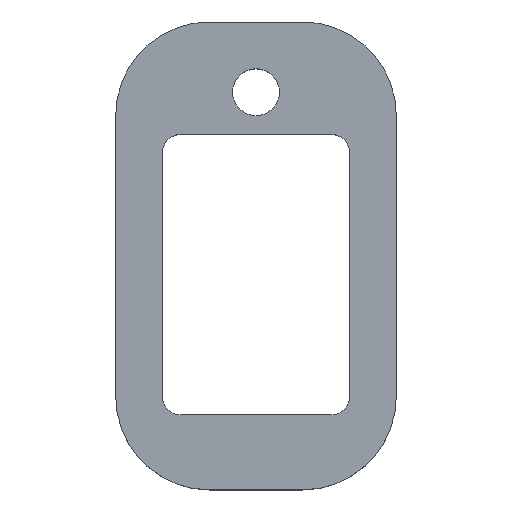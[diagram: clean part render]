
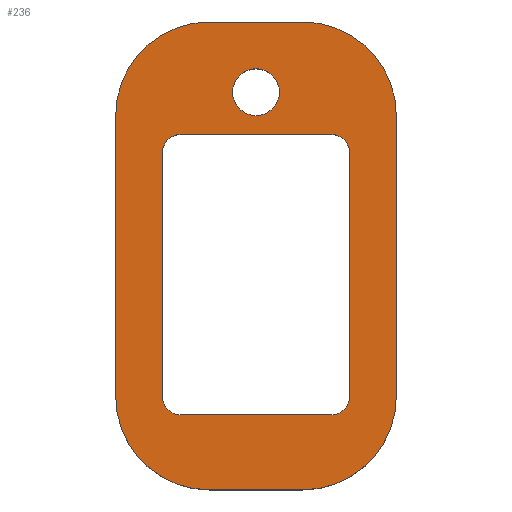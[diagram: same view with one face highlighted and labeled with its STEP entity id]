
A CAD part, top view. The second image highlights one B-rep face of the part: STEP entity #236.
In plain terms, the highlighted planar face has unit normal (0, 0, 1).
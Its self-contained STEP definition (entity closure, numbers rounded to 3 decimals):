
#9 = CARTESIAN_POINT ( 'NONE',  ( 5., -25., 5. ) ) ;
#19 = DIRECTION ( 'NONE',  ( 0., 0., 1. ) ) ;
#22 = CIRCLE ( 'NONE', #80, 5. ) ;
#27 = AXIS2_PLACEMENT_3D ( 'NONE', #161, #358, #600 ) ;
#30 = FACE_BOUND ( 'NONE', #307, .T. ) ;
#40 = AXIS2_PLACEMENT_3D ( 'NONE', #103, #634, #740 ) ;
#49 = DIRECTION ( 'NONE',  ( 1., 0., 0. ) ) ;
#52 = VECTOR ( 'NONE', #524, 1000. ) ;
#55 = VERTEX_POINT ( 'NONE', #489 ) ;
#61 = DIRECTION ( 'NONE',  ( 0., -1., 0. ) ) ;
#66 = DIRECTION ( 'NONE',  ( 0., 1., 0. ) ) ;
#72 = VERTEX_POINT ( 'NONE', #665 ) ;
#80 = AXIS2_PLACEMENT_3D ( 'NONE', #689, #279, #216 ) ;
#88 = CARTESIAN_POINT ( 'NONE',  ( 10., -20., 5. ) ) ;
#91 = DIRECTION ( 'NONE',  ( 0., 0., -1. ) ) ;
#92 = ORIENTED_EDGE ( 'NONE', *, *, #413, .T. ) ;
#98 = CARTESIAN_POINT ( 'NONE',  ( 0., -25., 5. ) ) ;
#99 = LINE ( 'NONE', #342, #477 ) ;
#103 = CARTESIAN_POINT ( 'NONE',  ( 11.5, -7., 5. ) ) ;
#105 = EDGE_CURVE ( 'NONE', #667, #617, #539, .T. ) ;
#110 = EDGE_CURVE ( 'NONE', #578, #530, #735, .T. ) ;
#117 = CARTESIAN_POINT ( 'NONE',  ( 5., 0., 5. ) ) ;
#119 = EDGE_CURVE ( 'NONE', #398, #617, #593, .T. ) ;
#121 = CIRCLE ( 'NONE', #157, 5. ) ;
#126 = CARTESIAN_POINT ( 'NONE',  ( 12.5, -7., 5. ) ) ;
#127 = EDGE_LOOP ( 'NONE', ( #585, #92, #644, #516, #568, #553, #146, #521 ) ) ;
#140 = EDGE_CURVE ( 'NONE', #578, #574, #295, .T. ) ;
#142 = VERTEX_POINT ( 'NONE', #363 ) ;
#145 = CARTESIAN_POINT ( 'NONE',  ( 3.5, -6., 5. ) ) ;
#146 = ORIENTED_EDGE ( 'NONE', *, *, #105, .F. ) ;
#152 = VECTOR ( 'NONE', #364, 1000. ) ;
#157 = AXIS2_PLACEMENT_3D ( 'NONE', #237, #251, #486 ) ;
#160 = VERTEX_POINT ( 'NONE', #708 ) ;
#161 = CARTESIAN_POINT ( 'NONE',  ( 3.5, -20., 5. ) ) ;
#167 = DIRECTION ( 'NONE',  ( 1., 0., 0. ) ) ;
#177 = EDGE_CURVE ( 'NONE', #55, #269, #247, .T. ) ;
#179 = CIRCLE ( 'NONE', #278, 1.25 ) ;
#183 = CARTESIAN_POINT ( 'NONE',  ( 0., 0., 5. ) ) ;
#190 = EDGE_CURVE ( 'NONE', #558, #160, #481, .T. ) ;
#192 = DIRECTION ( 'NONE',  ( 1., 0., 0. ) ) ;
#197 = CIRCLE ( 'NONE', #429, 5. ) ;
#203 = VERTEX_POINT ( 'NONE', #648 ) ;
#209 = ORIENTED_EDGE ( 'NONE', *, *, #385, .T. ) ;
#212 = EDGE_CURVE ( 'NONE', #214, #203, #121, .T. ) ;
#214 = VERTEX_POINT ( 'NONE', #117 ) ;
#216 = DIRECTION ( 'NONE',  ( 1., 0., 0. ) ) ;
#217 = ORIENTED_EDGE ( 'NONE', *, *, #630, .T. ) ;
#226 = CARTESIAN_POINT ( 'NONE',  ( 2.5, -20., 5. ) ) ;
#231 = DIRECTION ( 'NONE',  ( 0., 0., 1. ) ) ;
#236 = ADVANCED_FACE ( 'NONE', ( #737, #431, #30 ), #320, .T. ) ;
#237 = CARTESIAN_POINT ( 'NONE',  ( 5., -5., 5. ) ) ;
#245 = DIRECTION ( 'NONE',  ( 1., 0., 0. ) ) ;
#247 = LINE ( 'NONE', #687, #321 ) ;
#248 = VERTEX_POINT ( 'NONE', #437 ) ;
#251 = DIRECTION ( 'NONE',  ( 0., 0., 1. ) ) ;
#267 = AXIS2_PLACEMENT_3D ( 'NONE', #371, #367, #192 ) ;
#269 = VERTEX_POINT ( 'NONE', #145 ) ;
#274 = EDGE_LOOP ( 'NONE', ( #514, #743, #525, #348, #498, #450, #217, #209 ) ) ;
#278 = AXIS2_PLACEMENT_3D ( 'NONE', #693, #231, #245 ) ;
#279 = DIRECTION ( 'NONE',  ( 0., 0., 1. ) ) ;
#288 = CARTESIAN_POINT ( 'NONE',  ( 0., 0., 5. ) ) ;
#289 = VERTEX_POINT ( 'NONE', #383 ) ;
#292 = EDGE_CURVE ( 'NONE', #160, #750, #197, .T. ) ;
#295 = LINE ( 'NONE', #298, #748 ) ;
#296 = CARTESIAN_POINT ( 'NONE',  ( 12.5, -20., 5. ) ) ;
#298 = CARTESIAN_POINT ( 'NONE',  ( 12.5, -6., 5. ) ) ;
#303 = VECTOR ( 'NONE', #61, 1000. ) ;
#307 = EDGE_LOOP ( 'NONE', ( #352, #533 ) ) ;
#313 = VERTEX_POINT ( 'NONE', #733 ) ;
#316 = AXIS2_PLACEMENT_3D ( 'NONE', #650, #541, #351 ) ;
#320 = PLANE ( 'NONE',  #517 ) ;
#321 = VECTOR ( 'NONE', #596, 1000. ) ;
#331 = EDGE_CURVE ( 'NONE', #667, #269, #621, .T. ) ;
#342 = CARTESIAN_POINT ( 'NONE',  ( 2.5, -21., 5. ) ) ;
#345 = LINE ( 'NONE', #183, #673 ) ;
#348 = ORIENTED_EDGE ( 'NONE', *, *, #509, .T. ) ;
#350 = CARTESIAN_POINT ( 'NONE',  ( 15., -20., 5. ) ) ;
#351 = DIRECTION ( 'NONE',  ( 1., 0., 0. ) ) ;
#352 = ORIENTED_EDGE ( 'NONE', *, *, #471, .F. ) ;
#358 = DIRECTION ( 'NONE',  ( 0., 0., -1. ) ) ;
#360 = CARTESIAN_POINT ( 'NONE',  ( 7.5, -3.75, 5. ) ) ;
#363 = CARTESIAN_POINT ( 'NONE',  ( 6.25, -3.75, 5. ) ) ;
#364 = DIRECTION ( 'NONE',  ( 0., 1., 0. ) ) ;
#367 = DIRECTION ( 'NONE',  ( 0., 0., -1. ) ) ;
#369 = CARTESIAN_POINT ( 'NONE',  ( 11.5, -21., 5. ) ) ;
#371 = CARTESIAN_POINT ( 'NONE',  ( 11.5, -20., 5. ) ) ;
#374 = DIRECTION ( 'NONE',  ( 0., 0., 1. ) ) ;
#383 = CARTESIAN_POINT ( 'NONE',  ( 8.75, -3.75, 5. ) ) ;
#385 = EDGE_CURVE ( 'NONE', #248, #558, #22, .T. ) ;
#386 = AXIS2_PLACEMENT_3D ( 'NONE', #360, #532, #49 ) ;
#398 = VERTEX_POINT ( 'NONE', #515 ) ;
#413 = EDGE_CURVE ( 'NONE', #55, #574, #611, .T. ) ;
#429 = AXIS2_PLACEMENT_3D ( 'NONE', #88, #19, #560 ) ;
#431 = FACE_OUTER_BOUND ( 'NONE', #274, .T. ) ;
#437 = CARTESIAN_POINT ( 'NONE',  ( 0., -20., 5. ) ) ;
#449 = AXIS2_PLACEMENT_3D ( 'NONE', #581, #91, #626 ) ;
#450 = ORIENTED_EDGE ( 'NONE', *, *, #212, .T. ) ;
#459 = EDGE_CURVE ( 'NONE', #398, #530, #99, .T. ) ;
#471 = EDGE_CURVE ( 'NONE', #142, #289, #179, .T. ) ;
#477 = VECTOR ( 'NONE', #167, 1000. ) ;
#481 = LINE ( 'NONE', #98, #483 ) ;
#483 = VECTOR ( 'NONE', #712, 1000. ) ;
#486 = DIRECTION ( 'NONE',  ( 1., 0., 0. ) ) ;
#489 = CARTESIAN_POINT ( 'NONE',  ( 11.5, -6., 5. ) ) ;
#498 = ORIENTED_EDGE ( 'NONE', *, *, #605, .T. ) ;
#500 = CARTESIAN_POINT ( 'NONE',  ( 0., 0., 5. ) ) ;
#509 = EDGE_CURVE ( 'NONE', #72, #313, #682, .T. ) ;
#514 = ORIENTED_EDGE ( 'NONE', *, *, #190, .T. ) ;
#515 = CARTESIAN_POINT ( 'NONE',  ( 3.5, -21., 5. ) ) ;
#516 = ORIENTED_EDGE ( 'NONE', *, *, #110, .T. ) ;
#517 = AXIS2_PLACEMENT_3D ( 'NONE', #500, #374, #564 ) ;
#519 = DIRECTION ( 'NONE',  ( 0., -1., 0. ) ) ;
#521 = ORIENTED_EDGE ( 'NONE', *, *, #331, .T. ) ;
#524 = DIRECTION ( 'NONE',  ( -1., 0., 0. ) ) ;
#525 = ORIENTED_EDGE ( 'NONE', *, *, #589, .T. ) ;
#530 = VERTEX_POINT ( 'NONE', #369 ) ;
#532 = DIRECTION ( 'NONE',  ( 0., 0., 1. ) ) ;
#533 = ORIENTED_EDGE ( 'NONE', *, *, #579, .F. ) ;
#539 = LINE ( 'NONE', #651, #303 ) ;
#541 = DIRECTION ( 'NONE',  ( 0., 0., 1. ) ) ;
#553 = ORIENTED_EDGE ( 'NONE', *, *, #119, .T. ) ;
#558 = VERTEX_POINT ( 'NONE', #9 ) ;
#560 = DIRECTION ( 'NONE',  ( 1., 0., 0. ) ) ;
#564 = DIRECTION ( 'NONE',  ( 1., 0., 0. ) ) ;
#568 = ORIENTED_EDGE ( 'NONE', *, *, #459, .F. ) ;
#574 = VERTEX_POINT ( 'NONE', #126 ) ;
#578 = VERTEX_POINT ( 'NONE', #296 ) ;
#579 = EDGE_CURVE ( 'NONE', #289, #142, #726, .T. ) ;
#581 = CARTESIAN_POINT ( 'NONE',  ( 3.5, -7., 5. ) ) ;
#583 = CARTESIAN_POINT ( 'NONE',  ( 2.5, -7., 5. ) ) ;
#585 = ORIENTED_EDGE ( 'NONE', *, *, #177, .F. ) ;
#589 = EDGE_CURVE ( 'NONE', #750, #72, #594, .T. ) ;
#593 = CIRCLE ( 'NONE', #27, 1. ) ;
#594 = LINE ( 'NONE', #763, #152 ) ;
#596 = DIRECTION ( 'NONE',  ( -1., 0., 0. ) ) ;
#598 = LINE ( 'NONE', #288, #52 ) ;
#600 = DIRECTION ( 'NONE',  ( 1., 0., 0. ) ) ;
#605 = EDGE_CURVE ( 'NONE', #313, #214, #598, .T. ) ;
#611 = CIRCLE ( 'NONE', #40, 1. ) ;
#617 = VERTEX_POINT ( 'NONE', #226 ) ;
#621 = CIRCLE ( 'NONE', #449, 1. ) ;
#626 = DIRECTION ( 'NONE',  ( 1., 0., 0. ) ) ;
#630 = EDGE_CURVE ( 'NONE', #203, #248, #345, .T. ) ;
#634 = DIRECTION ( 'NONE',  ( 0., 0., -1. ) ) ;
#644 = ORIENTED_EDGE ( 'NONE', *, *, #140, .F. ) ;
#648 = CARTESIAN_POINT ( 'NONE',  ( 0., -5., 5. ) ) ;
#650 = CARTESIAN_POINT ( 'NONE',  ( 10., -5., 5. ) ) ;
#651 = CARTESIAN_POINT ( 'NONE',  ( 2.5, -6., 5. ) ) ;
#665 = CARTESIAN_POINT ( 'NONE',  ( 15., -5., 5. ) ) ;
#667 = VERTEX_POINT ( 'NONE', #583 ) ;
#673 = VECTOR ( 'NONE', #519, 1000. ) ;
#682 = CIRCLE ( 'NONE', #316, 5. ) ;
#687 = CARTESIAN_POINT ( 'NONE',  ( 2.5, -6., 5. ) ) ;
#689 = CARTESIAN_POINT ( 'NONE',  ( 5., -20., 5. ) ) ;
#693 = CARTESIAN_POINT ( 'NONE',  ( 7.5, -3.75, 5. ) ) ;
#708 = CARTESIAN_POINT ( 'NONE',  ( 10., -25., 5. ) ) ;
#712 = DIRECTION ( 'NONE',  ( 1., 0., 0. ) ) ;
#726 = CIRCLE ( 'NONE', #386, 1.25 ) ;
#733 = CARTESIAN_POINT ( 'NONE',  ( 10., 0., 5. ) ) ;
#735 = CIRCLE ( 'NONE', #267, 1. ) ;
#737 = FACE_BOUND ( 'NONE', #127, .T. ) ;
#740 = DIRECTION ( 'NONE',  ( 1., 0., 0. ) ) ;
#743 = ORIENTED_EDGE ( 'NONE', *, *, #292, .T. ) ;
#748 = VECTOR ( 'NONE', #66, 1000. ) ;
#750 = VERTEX_POINT ( 'NONE', #350 ) ;
#763 = CARTESIAN_POINT ( 'NONE',  ( 15., 0., 5. ) ) ;
